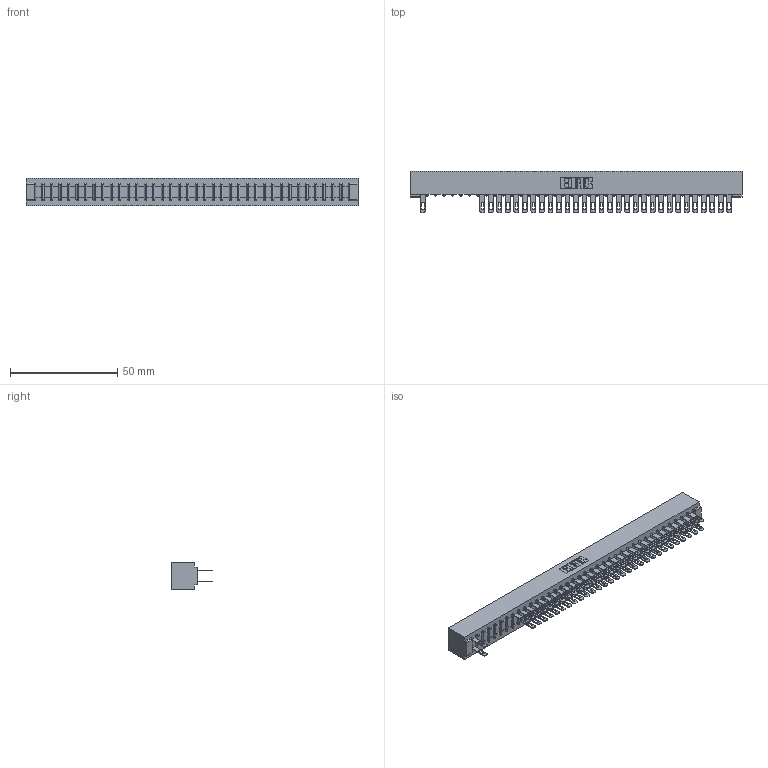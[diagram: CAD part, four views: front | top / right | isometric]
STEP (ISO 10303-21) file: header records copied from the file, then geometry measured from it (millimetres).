
FILE_DESCRIPTION (( 'STEP AP203' ), '1' );
FILE_NAME ('307-074-500-201.STEP', '2018-08-06T15:54:04', ( '' ), ( '' ), 'SwSTEP 2.0', 'SolidWorks 2016', '' );
FILE_SCHEMA (( 'CONFIG_CONTROL_DESIGN' ));
Length unit declared in the file: inch
Products named in the file (3): 307 Part_No Mounting Lugs; 307-290-001_500; 307-074-500-201
Assembly tree (62 placements, depth 2):
  307-074-500-201
    307 Part_No Mounting Lugs
    307-290-001_500  x61
Bounding box: 154.48 x 19.18 x 12.7 mm (x, y, z)
Volume: 16946 mm3; surface area: 20813.9 mm2
Topology: 62 solids, 62 shells, 3084 faces, 8645 edges, 5578 vertices
Faces by surface type: plane 1974, cylinder 1034, sphere 76
Entity records: 32800 total; most frequent: CARTESIAN_POINT 5416, ORIENTED_EDGE 5378, DIRECTION 5295, EDGE_CURVE 2689, LINE 2061, VECTOR 2061, VERTEX_POINT 1738, AXIS2_PLACEMENT_3D 1617
